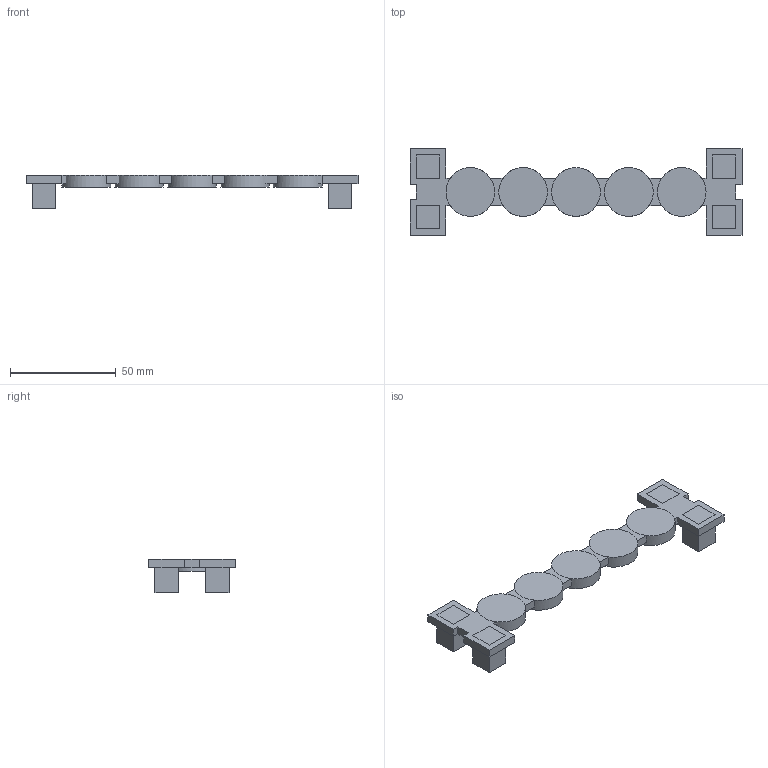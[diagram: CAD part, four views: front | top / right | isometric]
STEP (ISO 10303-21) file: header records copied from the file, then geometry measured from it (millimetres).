
FILE_DESCRIPTION(('FreeCAD Model'),'2;1');
FILE_NAME('Open CASCADE Shape Model','2022-07-19T15:56:13',('Author'),( ''),'Open CASCADE STEP processor 7.5','FreeCAD','Unknown');
FILE_SCHEMA(('AUTOMOTIVE_DESIGN { 1 0 10303 214 1 1 1 1 }'));
Length unit declared in the file: millimetre
Products named in the file (1): 5_marg_bonding_holder
Bounding box: 157 x 41 x 16 mm (x, y, z)
Volume: 15581.9 mm3; surface area: 16390.1 mm2
Topology: 1 solids, 1 shells, 236 faces, 628 edges, 408 vertices
Faces by surface type: plane 221, cylinder 15
Full cylindrical faces by diameter (mm): 2 x5, 23 x5
Entity records: 15720 total; most frequent: CARTESIAN_POINT 3177, DIRECTION 2346, LINE 1637, VECTOR 1637, ORIENTED_EDGE 1248, PCURVE 1248, DEFINITIONAL_REPRESENTATION 1248, EDGE_CURVE 624
